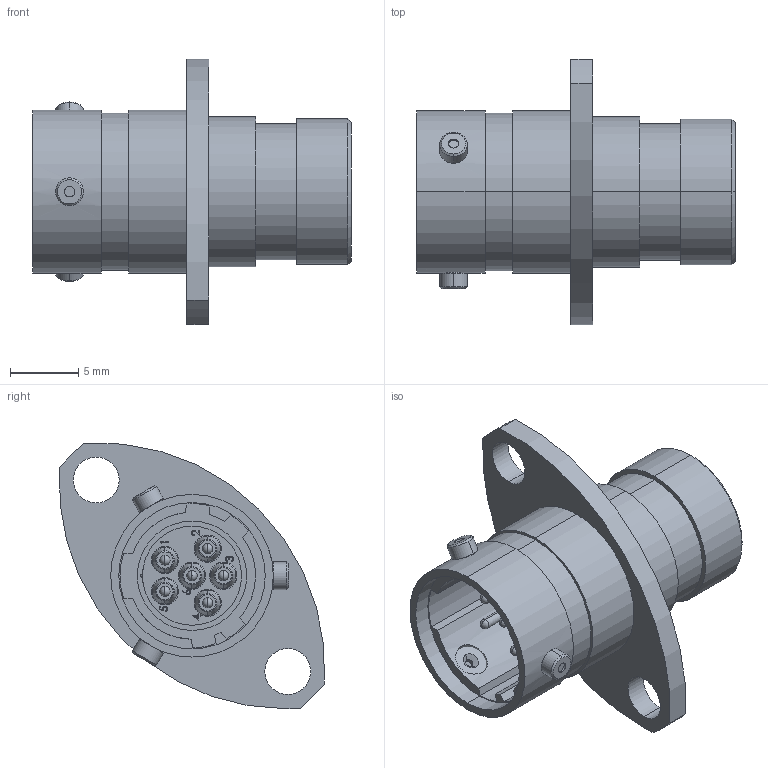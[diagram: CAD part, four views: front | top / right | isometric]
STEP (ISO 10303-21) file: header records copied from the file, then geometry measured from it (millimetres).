
FILE_DESCRIPTION (( 'STEP AP214' ), '1' );
FILE_NAME ('AS007-35PN.STEP', '2016-07-28T14:13:01', ( 'TE Connectivity' ), ( 'TE Connectivity' ), 'SwSTEP 2.0', 'SolidWorks 2014', '' );
FILE_SCHEMA (( 'AUTOMOTIVE_DESIGN' ));
Length unit declared in the file: millimetre
Products named in the file (1): AS007-35PN
Bounding box: 23.3 x 19.35 x 19.38 mm (x, y, z)
Volume: 1789.3 mm3; surface area: 2353 mm2
Topology: 4 solids, 12 shells, 901 faces, 1963 edges, 1167 vertices
Faces by surface type: cylinder 260, torus 210, plane 193, cone 152, bspline 74, sphere 12
Entity records: 38396 total; most frequent: CARTESIAN_POINT 8922, DIRECTION 4426, ORIENTED_EDGE 3880, EDGE_CURVE 1940, AXIS2_PLACEMENT_3D 1844, VERTEX_POINT 1156, CIRCLE 1020, EDGE_LOOP 1008
